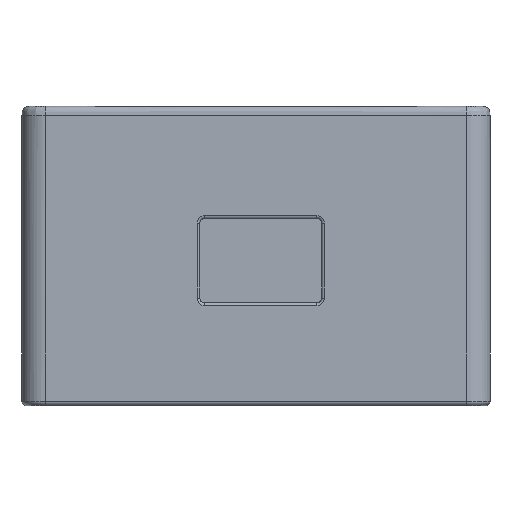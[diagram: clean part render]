
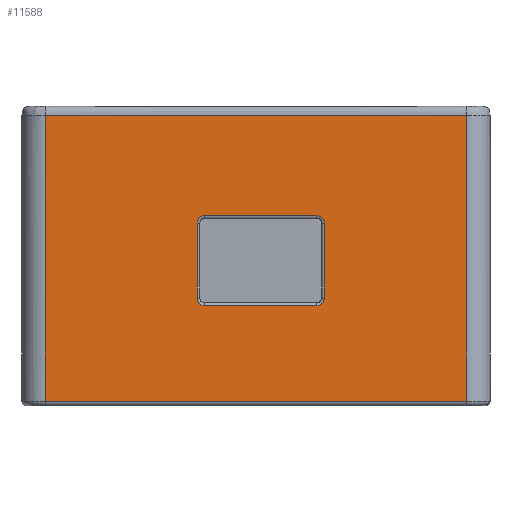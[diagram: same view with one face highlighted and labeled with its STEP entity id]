
A CAD part, left-side view. The second image highlights one B-rep face of the part: STEP entity #11588.
In plain terms, the highlighted planar face has unit normal (-1, 0, 0).
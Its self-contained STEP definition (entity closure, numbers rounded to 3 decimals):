
#26=B_SPLINE_CURVE_WITH_KNOTS('',3,(#18274,#18275,#18276,#18277),
 .UNSPECIFIED.,.F.,.F.,(4,4),(18.206,22.706),
 .UNSPECIFIED.);
#330=FACE_BOUND('',#4915,.T.);
#773=PLANE('',#12323);
#2066=LINE('',#18204,#3420);
#2076=LINE('',#18265,#3430);
#2077=LINE('',#18273,#3431);
#2078=LINE('',#18280,#3432);
#2079=LINE('',#18284,#3433);
#2080=LINE('',#18288,#3434);
#2081=LINE('',#18292,#3435);
#3420=VECTOR('',#14969,10.);
#3430=VECTOR('',#15029,10.);
#3431=VECTOR('',#15032,10.);
#3432=VECTOR('',#15033,10.);
#3433=VECTOR('',#15036,10.);
#3434=VECTOR('',#15039,10.);
#3435=VECTOR('',#15042,10.);
#4072=FACE_OUTER_BOUND('',#4914,.T.);
#4914=EDGE_LOOP('',(#10652,#10653,#10654,#10655));
#4915=EDGE_LOOP('',(#10656,#10657,#10658,#10659,#10660,#10661,#10662,#10663));
#5155=CIRCLE('',#12324,0.8);
#5156=CIRCLE('',#12325,0.8);
#5157=CIRCLE('',#12326,0.8);
#5158=CIRCLE('',#12327,0.8);
#6155=VERTEX_POINT('',#18197);
#6158=VERTEX_POINT('',#18202);
#6175=VERTEX_POINT('',#18264);
#6176=VERTEX_POINT('',#18272);
#6177=VERTEX_POINT('',#18278);
#6178=VERTEX_POINT('',#18279);
#6179=VERTEX_POINT('',#18281);
#6180=VERTEX_POINT('',#18283);
#6181=VERTEX_POINT('',#18285);
#6182=VERTEX_POINT('',#18287);
#6183=VERTEX_POINT('',#18289);
#6184=VERTEX_POINT('',#18291);
#7671=EDGE_CURVE('',#6158,#6155,#2066,.T.);
#7698=EDGE_CURVE('',#6155,#6175,#2076,.T.);
#7700=EDGE_CURVE('',#6158,#6176,#2077,.T.);
#7701=EDGE_CURVE('',#6175,#6176,#26,.T.);
#7702=EDGE_CURVE('',#6177,#6178,#2078,.T.);
#7703=EDGE_CURVE('',#6179,#6177,#5155,.T.);
#7704=EDGE_CURVE('',#6180,#6179,#2079,.T.);
#7705=EDGE_CURVE('',#6181,#6180,#5156,.T.);
#7706=EDGE_CURVE('',#6182,#6181,#2080,.T.);
#7707=EDGE_CURVE('',#6183,#6182,#5157,.T.);
#7708=EDGE_CURVE('',#6184,#6183,#2081,.T.);
#7709=EDGE_CURVE('',#6178,#6184,#5158,.T.);
#10652=ORIENTED_EDGE('',*,*,#7671,.F.);
#10653=ORIENTED_EDGE('',*,*,#7700,.T.);
#10654=ORIENTED_EDGE('',*,*,#7701,.F.);
#10655=ORIENTED_EDGE('',*,*,#7698,.F.);
#10656=ORIENTED_EDGE('',*,*,#7702,.F.);
#10657=ORIENTED_EDGE('',*,*,#7703,.F.);
#10658=ORIENTED_EDGE('',*,*,#7704,.F.);
#10659=ORIENTED_EDGE('',*,*,#7705,.F.);
#10660=ORIENTED_EDGE('',*,*,#7706,.F.);
#10661=ORIENTED_EDGE('',*,*,#7707,.F.);
#10662=ORIENTED_EDGE('',*,*,#7708,.F.);
#10663=ORIENTED_EDGE('',*,*,#7709,.F.);
#11588=ADVANCED_FACE('',(#4072,#330),#773,.T.);
#12323=AXIS2_PLACEMENT_3D('',#18271,#15030,#15031);
#12324=AXIS2_PLACEMENT_3D('',#18282,#15034,#15035);
#12325=AXIS2_PLACEMENT_3D('',#18286,#15037,#15038);
#12326=AXIS2_PLACEMENT_3D('',#18290,#15040,#15041);
#12327=AXIS2_PLACEMENT_3D('',#18293,#15043,#15044);
#14969=DIRECTION('',(0.,1.,0.));
#15029=DIRECTION('',(0.,0.,1.));
#15030=DIRECTION('center_axis',(-1.,0.,0.));
#15031=DIRECTION('ref_axis',(0.,-1.,0.));
#15032=DIRECTION('',(0.,0.,1.));
#15033=DIRECTION('',(0.,0.,-1.));
#15034=DIRECTION('center_axis',(-1.,0.,0.));
#15035=DIRECTION('ref_axis',(0.,0.707,0.707));
#15036=DIRECTION('',(0.,1.,0.));
#15037=DIRECTION('center_axis',(-1.,0.,0.));
#15038=DIRECTION('ref_axis',(0.,-0.707,0.707));
#15039=DIRECTION('',(0.,0.,1.));
#15040=DIRECTION('center_axis',(-1.,0.,0.));
#15041=DIRECTION('ref_axis',(0.,-0.707,-0.707));
#15042=DIRECTION('',(0.,-1.,0.));
#15043=DIRECTION('center_axis',(-1.,0.,0.));
#15044=DIRECTION('ref_axis',(0.,0.707,-0.707));
#18197=CARTESIAN_POINT('',(0.,47.5,0.5));
#18202=CARTESIAN_POINT('',(0.,2.5,0.5));
#18204=CARTESIAN_POINT('',(0.,36.25,0.5));
#18264=CARTESIAN_POINT('',(0.,47.5,31.));
#18265=CARTESIAN_POINT('',(0.,47.5,0.));
#18271=CARTESIAN_POINT('Origin',(0.,47.5,0.));
#18272=CARTESIAN_POINT('',(0.,2.5,31.));
#18273=CARTESIAN_POINT('',(0.,2.5,0.));
#18274=CARTESIAN_POINT('Ctrl Pts',(0.,47.5,31.));
#18275=CARTESIAN_POINT('Ctrl Pts',(0.,32.482,31.));
#18276=CARTESIAN_POINT('Ctrl Pts',(0.,17.518,31.));
#18277=CARTESIAN_POINT('Ctrl Pts',(0.,2.5,31.));
#18278=CARTESIAN_POINT('',(0.,31.3,19.5));
#18279=CARTESIAN_POINT('',(0.,31.3,11.5));
#18280=CARTESIAN_POINT('',(0.,31.3,9.75));
#18281=CARTESIAN_POINT('',(0.,30.5,20.3));
#18282=CARTESIAN_POINT('Origin',(0.,30.5,19.5));
#18283=CARTESIAN_POINT('',(0.,18.5,20.3));
#18284=CARTESIAN_POINT('',(0.,33.,20.3));
#18285=CARTESIAN_POINT('',(0.,17.7,19.5));
#18286=CARTESIAN_POINT('Origin',(0.,18.5,19.5));
#18287=CARTESIAN_POINT('',(0.,17.7,11.5));
#18288=CARTESIAN_POINT('',(0.,17.7,5.75));
#18289=CARTESIAN_POINT('',(0.,18.5,10.7));
#18290=CARTESIAN_POINT('Origin',(0.,18.5,11.5));
#18291=CARTESIAN_POINT('',(0.,30.5,10.7));
#18292=CARTESIAN_POINT('',(0.,39.,10.7));
#18293=CARTESIAN_POINT('Origin',(0.,30.5,11.5));
